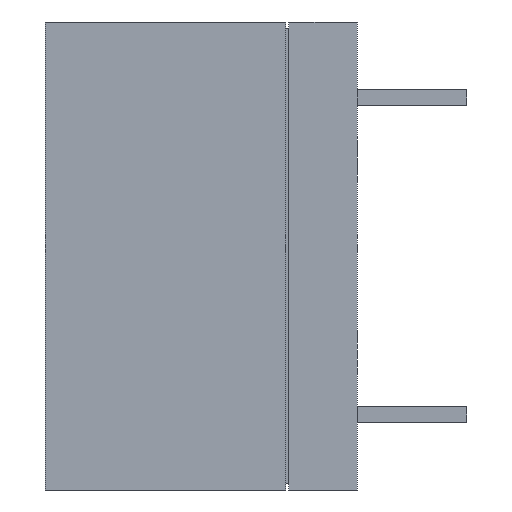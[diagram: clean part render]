
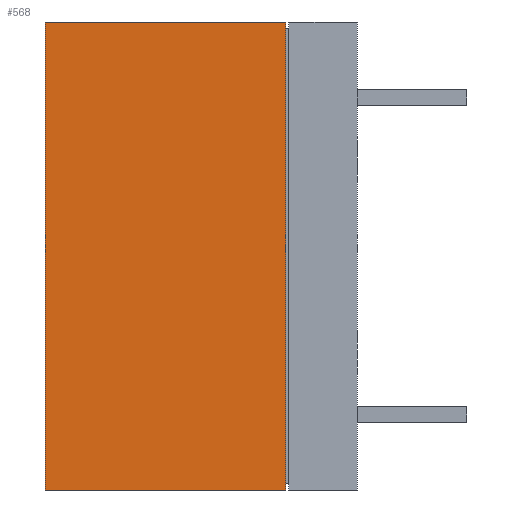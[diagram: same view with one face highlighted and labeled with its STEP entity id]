
A CAD part, left-side view. The second image highlights one B-rep face of the part: STEP entity #568.
In plain terms, the highlighted planar face has unit normal (-1, 0, 0).
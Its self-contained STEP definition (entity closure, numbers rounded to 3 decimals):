
#105 = VERTEX_POINT ( 'NONE', #646 ) ;
#126 = CARTESIAN_POINT ( 'NONE',  ( -18.89, 10., 2.42 ) ) ;
#339 = ORIENTED_EDGE ( 'NONE', *, *, #1872, .F. ) ;
#362 = ORIENTED_EDGE ( 'NONE', *, *, #539, .T. ) ;
#383 = VERTEX_POINT ( 'NONE', #1623 ) ;
#415 = VERTEX_POINT ( 'NONE', #126 ) ;
#448 = VERTEX_POINT ( 'NONE', #714 ) ;
#473 = EDGE_CURVE ( 'NONE', #448, #105, #776, .T. ) ;
#539 = EDGE_CURVE ( 'NONE', #383, #448, #1019, .T. ) ;
#568 = ADVANCED_FACE ( 'NONE', ( #1182 ), #1183, .F. ) ;
#646 = CARTESIAN_POINT ( 'NONE',  ( -18.89, 2.3, 2.42 ) ) ;
#714 = CARTESIAN_POINT ( 'NONE',  ( -18.89, 2.3, -12.58 ) ) ;
#776 = LINE ( 'NONE', #777, #778 ) ;
#777 = CARTESIAN_POINT ( 'NONE',  ( -18.89, 2.3, -12.58 ) ) ;
#778 = VECTOR ( 'NONE', #779, 1000. ) ;
#779 = DIRECTION ( 'NONE',  ( 0., 0., 1. ) ) ;
#968 = ORIENTED_EDGE ( 'NONE', *, *, #1023, .F. ) ;
#1019 = LINE ( 'NONE', #1020, #1021 ) ;
#1020 = CARTESIAN_POINT ( 'NONE',  ( -18.89, 10., -12.58 ) ) ;
#1021 = VECTOR ( 'NONE', #1022, 1000. ) ;
#1022 = DIRECTION ( 'NONE',  ( 0., -1., 0. ) ) ;
#1023 = EDGE_CURVE ( 'NONE', #383, #415, #1476, .T. ) ;
#1025 = EDGE_LOOP ( 'NONE', ( #1395, #339, #968, #362 ) ) ;
#1182 = FACE_OUTER_BOUND ( 'NONE', #1025, .T. ) ;
#1183 = PLANE ( 'NONE',  #1184 ) ;
#1184 = AXIS2_PLACEMENT_3D ( 'NONE', #1185, #1186, #1187 ) ;
#1185 = CARTESIAN_POINT ( 'NONE',  ( -18.89, 10., -12.58 ) ) ;
#1186 = DIRECTION ( 'NONE',  ( 1., 0., 0. ) ) ;
#1187 = DIRECTION ( 'NONE',  ( 0., 0., -1. ) ) ;
#1395 = ORIENTED_EDGE ( 'NONE', *, *, #473, .T. ) ;
#1476 = LINE ( 'NONE', #1477, #1478 ) ;
#1477 = CARTESIAN_POINT ( 'NONE',  ( -18.89, 10., -12.58 ) ) ;
#1478 = VECTOR ( 'NONE', #1479, 1000. ) ;
#1479 = DIRECTION ( 'NONE',  ( 0., 0., 1. ) ) ;
#1623 = CARTESIAN_POINT ( 'NONE',  ( -18.89, 10., -12.58 ) ) ;
#1658 = LINE ( 'NONE', #1659, #1660 ) ;
#1659 = CARTESIAN_POINT ( 'NONE',  ( -18.89, 10., 2.42 ) ) ;
#1660 = VECTOR ( 'NONE', #1661, 1000. ) ;
#1661 = DIRECTION ( 'NONE',  ( 0., -1., 0. ) ) ;
#1872 = EDGE_CURVE ( 'NONE', #415, #105, #1658, .T. ) ;
